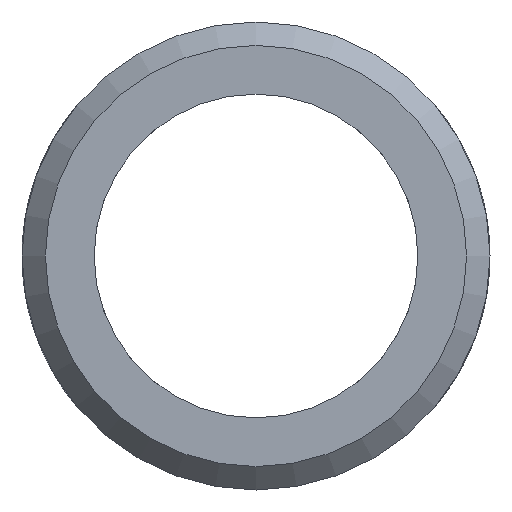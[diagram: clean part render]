
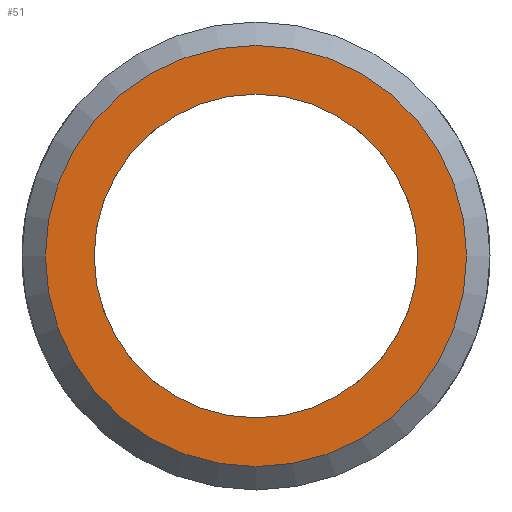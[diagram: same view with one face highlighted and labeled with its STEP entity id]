
A CAD part, front view. The second image highlights one B-rep face of the part: STEP entity #51.
In plain terms, the highlighted planar face has unit normal (0, -1, 0).
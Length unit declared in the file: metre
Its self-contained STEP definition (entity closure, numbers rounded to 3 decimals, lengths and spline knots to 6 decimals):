
#51 = ADVANCED_FACE( '', ( #99, #100 ), #101, .F. );
#99 = FACE_OUTER_BOUND( '', #146, .T. );
#100 = FACE_BOUND( '', #147, .T. );
#101 = PLANE( '', #148 );
#146 = EDGE_LOOP( '', ( #196 ) );
#147 = EDGE_LOOP( '', ( #197 ) );
#148 = AXIS2_PLACEMENT_3D( '', #198, #199, #200 );
#196 = ORIENTED_EDGE( '', *, *, #228, .T. );
#197 = ORIENTED_EDGE( '', *, *, #230, .F. );
#198 = CARTESIAN_POINT( '', ( 0., 0., 0. ) );
#199 = DIRECTION( '', ( 0., 1., 0. ) );
#200 = DIRECTION( '', ( 0., 0., 1. ) );
#228 = EDGE_CURVE( '', #254, #254, #255, .F. );
#230 = EDGE_CURVE( '', #257, #257, #258, .T. );
#254 = VERTEX_POINT( '', #534 );
#255 = CIRCLE( '', #535, 0.0045 );
#257 = VERTEX_POINT( '', #537 );
#258 = CIRCLE( '', #538, 0.003459 );
#534 = CARTESIAN_POINT( '', ( 0., 0., 0.0045 ) );
#535 = AXIS2_PLACEMENT_3D( '', #553, #554, #555 );
#537 = CARTESIAN_POINT( '', ( 0.003459, 0., 0. ) );
#538 = AXIS2_PLACEMENT_3D( '', #556, #557, #558 );
#553 = CARTESIAN_POINT( '', ( 0., 0., 0. ) );
#554 = DIRECTION( '', ( 0., 1., 0. ) );
#555 = DIRECTION( '', ( 0., 0., 1. ) );
#556 = CARTESIAN_POINT( '', ( 0., 0., 0. ) );
#557 = DIRECTION( '', ( 0., -1., 0. ) );
#558 = DIRECTION( '', ( 1., 0., 0. ) );
